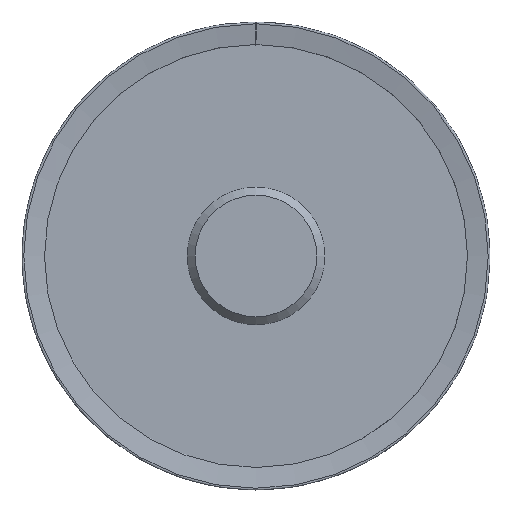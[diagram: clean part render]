
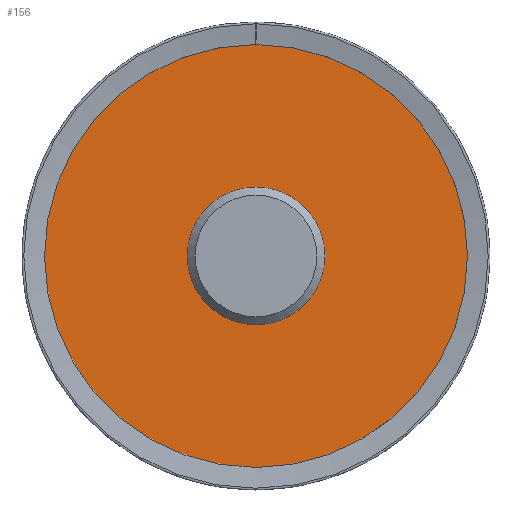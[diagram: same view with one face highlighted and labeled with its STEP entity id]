
A CAD part, left-side view. The second image highlights one B-rep face of the part: STEP entity #156.
In plain terms, the highlighted planar face has unit normal (-1, 0, 0).
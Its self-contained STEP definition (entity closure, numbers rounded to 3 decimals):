
#146=PLANE('',#581);
#156=ADVANCED_FACE('',(#199,#200),#146,.F.);
#199=FACE_BOUND('',#217,.T.);
#200=FACE_BOUND('',#218,.T.);
#217=EDGE_LOOP('',(#265));
#218=EDGE_LOOP('',(#266));
#265=ORIENTED_EDGE('',*,*,#452,.F.);
#266=ORIENTED_EDGE('',*,*,#451,.T.);
#407=VERTEX_POINT('',#792);
#408=VERTEX_POINT('',#795);
#451=EDGE_CURVE('',#407,#407,#523,.T.);
#452=EDGE_CURVE('',#408,#408,#524,.T.);
#523=CIRCLE('',#578,114.406);
#524=CIRCLE('',#580,36.75);
#578=AXIS2_PLACEMENT_3D('',#791,#647,#648);
#580=AXIS2_PLACEMENT_3D('',#794,#651,#652);
#581=AXIS2_PLACEMENT_3D('',#796,#653,#654);
#647=DIRECTION('',(-1.,0.,0.));
#648=DIRECTION('',(0.,0.,1.));
#651=DIRECTION('',(-1.,0.,0.));
#652=DIRECTION('',(0.,0.,1.));
#653=DIRECTION('',(1.,0.,0.));
#654=DIRECTION('',(0.,0.,-1.));
#791=CARTESIAN_POINT('',(2.25,0.,0.));
#792=CARTESIAN_POINT('',(2.25,0.,114.406));
#794=CARTESIAN_POINT('',(2.25,0.,0.));
#795=CARTESIAN_POINT('',(2.25,0.,36.75));
#796=CARTESIAN_POINT('',(2.25,36.75,0.));
